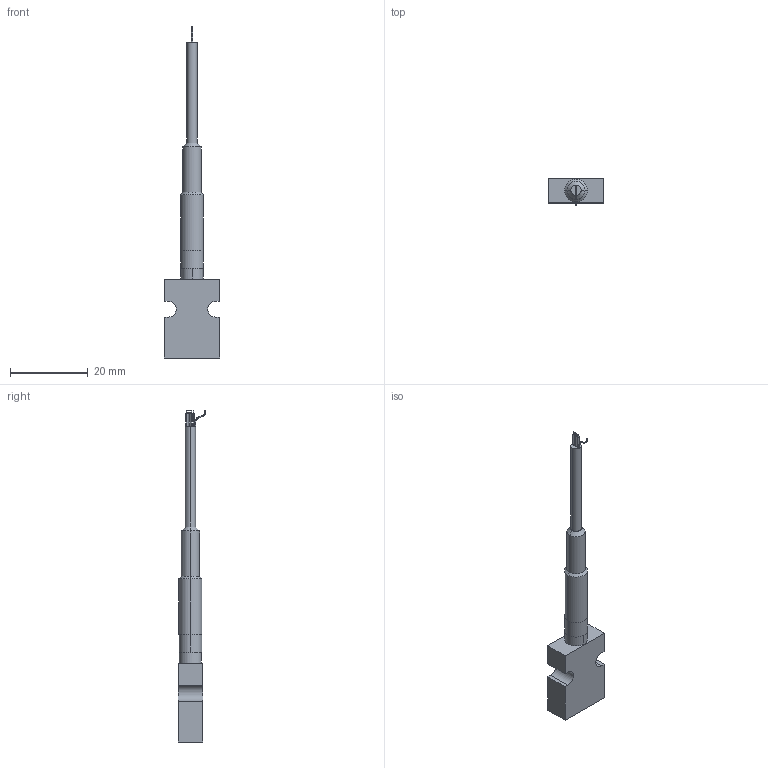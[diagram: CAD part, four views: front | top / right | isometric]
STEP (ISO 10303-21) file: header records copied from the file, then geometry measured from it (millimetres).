
FILE_DESCRIPTION (( 'STEP AP214' ), '1' );
FILE_NAME ('7604A.STEP', '2017-12-06T19:45:40', ( 'DYTRAN' ), ( 'BOXX Technologies, Inc.' ), 'SwSTEP 2.0', 'SolidWorks 2016', '' );
FILE_SCHEMA (( 'AUTOMOTIVE_DESIGN' ));
Length unit declared in the file: inch
Products named in the file (1): 7604A
Bounding box: 14.22 x 7.18 x 85.5 mm (x, y, z)
Volume: 2657.9 mm3; surface area: 1952.3 mm2
Topology: 5 solids, 5 shells, 399 faces, 1036 edges, 688 vertices
Faces by surface type: plane 251, bspline 86, cylinder 58, cone 4
Entity records: 21037 total; most frequent: CARTESIAN_POINT 6652, ORIENTED_EDGE 2072, DIRECTION 1614, EDGE_CURVE 1036, LINE 746, VECTOR 746, VERTEX_POINT 688, EDGE_LOOP 440
